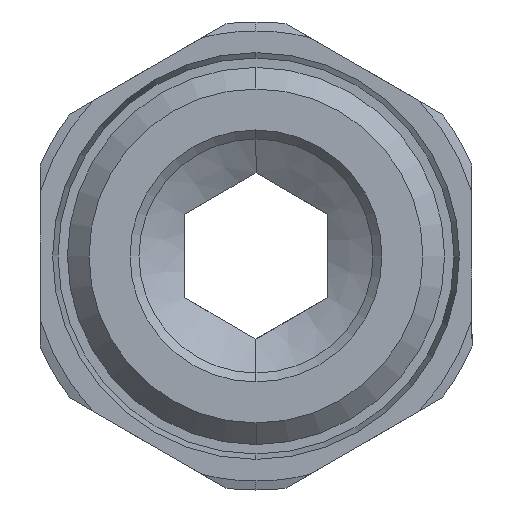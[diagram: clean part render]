
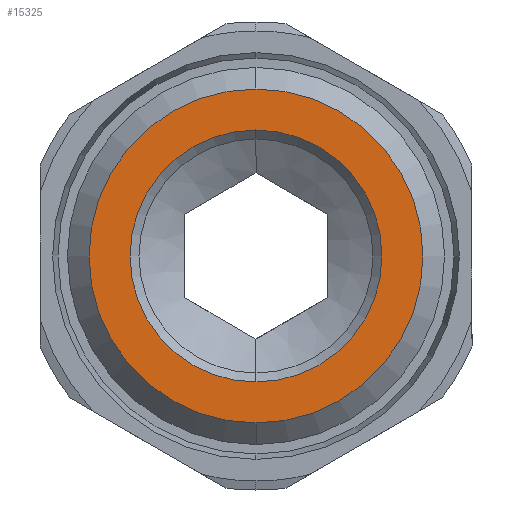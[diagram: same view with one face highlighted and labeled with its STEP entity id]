
A CAD part, left-side view. The second image highlights one B-rep face of the part: STEP entity #15325.
In plain terms, the highlighted face is planar.
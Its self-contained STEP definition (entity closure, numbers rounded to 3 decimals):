
#267=CARTESIAN_POINT('',(9.277,0.,-8.0));
#268=VERTEX_POINT('',#267);
#275=CARTESIAN_POINT('',(-9.277,0.,-8.0));
#276=VERTEX_POINT('',#275);
#277=CARTESIAN_POINT('',(0.0,0.,-8.0));
#278=DIRECTION('',(0.0,0.0,1.0));
#279=DIRECTION('',(1.0,0.0,0.0));
#280=AXIS2_PLACEMENT_3D('',#277,#278,#279);
#281=CIRCLE('',#280,9.277);
#282=EDGE_CURVE('',#268,#276,#281,.T.);
#464=CARTESIAN_POINT('',(7.0,0.,-8.0));
#465=VERTEX_POINT('',#464);
#479=CARTESIAN_POINT('',(-7.0,0.,-8.0));
#480=VERTEX_POINT('',#479);
#487=CARTESIAN_POINT('',(0.0,0.,-8.0));
#488=DIRECTION('',(0.0,0.0,-1.0));
#489=DIRECTION('',(1.0,0.0,0.0));
#490=AXIS2_PLACEMENT_3D('',#487,#488,#489);
#491=CIRCLE('',#490,7.0);
#492=EDGE_CURVE('',#480,#465,#491,.T.);
#15276=CARTESIAN_POINT('',(0.0,0.,-8.0));
#15277=DIRECTION('',(0.0,0.0,-1.0));
#15278=DIRECTION('',(1.0,0.0,0.0));
#15279=AXIS2_PLACEMENT_3D('',#15276,#15277,#15278);
#15280=CIRCLE('',#15279,7.0);
#15281=EDGE_CURVE('',#465,#480,#15280,.T.);
#15306=CARTESIAN_POINT('',(-2.37,0.,-8.0));
#15307=DIRECTION('',(0.0,0.0,-1.0));
#15308=DIRECTION('',(-1.0,0.0,0.0));
#15309=AXIS2_PLACEMENT_3D('',#15306,#15307,#15308);
#15310=PLANE('',#15309);
#15311=CARTESIAN_POINT('',(0.0,0.,-8.0));
#15312=DIRECTION('',(0.0,0.0,1.0));
#15313=DIRECTION('',(1.0,0.0,0.0));
#15314=AXIS2_PLACEMENT_3D('',#15311,#15312,#15313);
#15315=CIRCLE('',#15314,9.277);
#15316=EDGE_CURVE('',#276,#268,#15315,.T.);
#15317=ORIENTED_EDGE('',*,*,#15316,.F.);
#15318=ORIENTED_EDGE('',*,*,#282,.F.);
#15319=EDGE_LOOP('',(#15317,#15318));
#15320=FACE_OUTER_BOUND('',#15319,.T.);
#15321=ORIENTED_EDGE('',*,*,#492,.F.);
#15322=ORIENTED_EDGE('',*,*,#15281,.F.);
#15323=EDGE_LOOP('',(#15321,#15322));
#15324=FACE_BOUND('',#15323,.T.);
#15325=ADVANCED_FACE('',(#15320,#15324),#15310,.T.);
